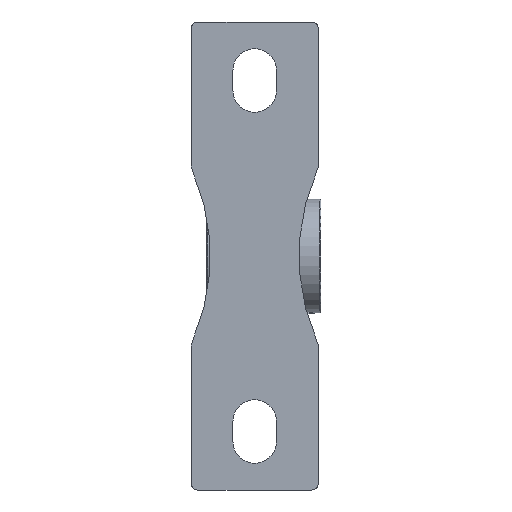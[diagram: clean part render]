
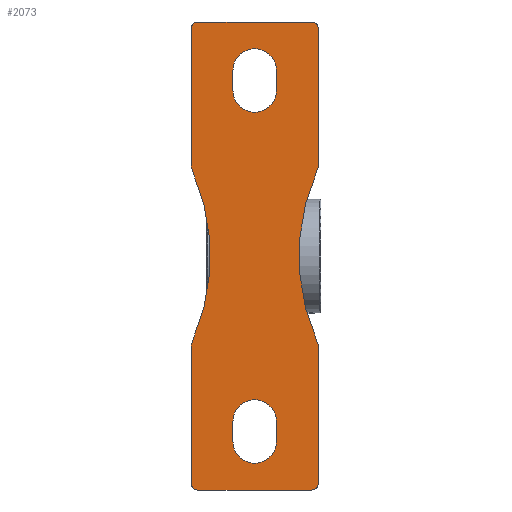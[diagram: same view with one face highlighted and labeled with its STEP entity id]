
A CAD part, front view. The second image highlights one B-rep face of the part: STEP entity #2073.
In plain terms, the highlighted planar face has unit normal (0, -1, 0).
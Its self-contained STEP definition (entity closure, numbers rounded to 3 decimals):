
#86=LINE('',#4051,#222);
#87=LINE('',#4056,#223);
#88=LINE('',#4062,#224);
#89=LINE('',#4066,#225);
#90=LINE('',#4074,#226);
#91=LINE('',#4078,#227);
#92=LINE('',#4082,#228);
#93=LINE('',#4090,#229);
#94=LINE('',#4094,#230);
#95=LINE('',#4098,#231);
#222=VECTOR('',#3293,1000.);
#223=VECTOR('',#3296,1000.);
#224=VECTOR('',#3301,1000.);
#225=VECTOR('',#3304,1000.);
#226=VECTOR('',#3311,1000.);
#227=VECTOR('',#3314,1000.);
#228=VECTOR('',#3317,1000.);
#229=VECTOR('',#3324,1000.);
#230=VECTOR('',#3327,1000.);
#231=VECTOR('',#3330,1000.);
#373=PLANE('',#2920);
#596=ORIENTED_EDGE('',*,*,#1118,.T.);
#597=ORIENTED_EDGE('',*,*,#1119,.T.);
#598=ORIENTED_EDGE('',*,*,#1120,.T.);
#599=ORIENTED_EDGE('',*,*,#1121,.T.);
#600=ORIENTED_EDGE('',*,*,#1122,.T.);
#601=ORIENTED_EDGE('',*,*,#1123,.T.);
#602=ORIENTED_EDGE('',*,*,#1124,.T.);
#603=ORIENTED_EDGE('',*,*,#1125,.T.);
#604=ORIENTED_EDGE('',*,*,#1126,.F.);
#605=ORIENTED_EDGE('',*,*,#1127,.T.);
#606=ORIENTED_EDGE('',*,*,#1128,.F.);
#607=ORIENTED_EDGE('',*,*,#1129,.T.);
#608=ORIENTED_EDGE('',*,*,#1130,.F.);
#609=ORIENTED_EDGE('',*,*,#1131,.T.);
#610=ORIENTED_EDGE('',*,*,#1132,.F.);
#611=ORIENTED_EDGE('',*,*,#1133,.F.);
#612=ORIENTED_EDGE('',*,*,#1134,.F.);
#613=ORIENTED_EDGE('',*,*,#1135,.T.);
#614=ORIENTED_EDGE('',*,*,#1136,.F.);
#615=ORIENTED_EDGE('',*,*,#1137,.F.);
#616=ORIENTED_EDGE('',*,*,#1138,.F.);
#617=ORIENTED_EDGE('',*,*,#1139,.F.);
#618=ORIENTED_EDGE('',*,*,#1140,.F.);
#619=ORIENTED_EDGE('',*,*,#1141,.T.);
#1118=EDGE_CURVE('',#1392,#1393,#86,.T.);
#1119=EDGE_CURVE('',#1393,#1394,#1559,.T.);
#1120=EDGE_CURVE('',#1394,#1395,#87,.T.);
#1121=EDGE_CURVE('',#1395,#1392,#1560,.T.);
#1122=EDGE_CURVE('',#1396,#1397,#1561,.T.);
#1123=EDGE_CURVE('',#1397,#1398,#88,.T.);
#1124=EDGE_CURVE('',#1398,#1399,#1562,.T.);
#1125=EDGE_CURVE('',#1399,#1396,#89,.T.);
#1126=EDGE_CURVE('',#1400,#1401,#1563,.T.);
#1127=EDGE_CURVE('',#1400,#1402,#1564,.T.);
#1128=EDGE_CURVE('',#1403,#1402,#1565,.T.);
#1129=EDGE_CURVE('',#1403,#1404,#90,.T.);
#1130=EDGE_CURVE('',#1405,#1404,#1566,.T.);
#1131=EDGE_CURVE('',#1405,#1406,#91,.T.);
#1132=EDGE_CURVE('',#1407,#1406,#1567,.T.);
#1133=EDGE_CURVE('',#1408,#1407,#92,.T.);
#1134=EDGE_CURVE('',#1409,#1408,#1568,.T.);
#1135=EDGE_CURVE('',#1409,#1410,#1569,.T.);
#1136=EDGE_CURVE('',#1411,#1410,#1570,.T.);
#1137=EDGE_CURVE('',#1412,#1411,#93,.T.);
#1138=EDGE_CURVE('',#1413,#1412,#1571,.T.);
#1139=EDGE_CURVE('',#1414,#1413,#94,.T.);
#1140=EDGE_CURVE('',#1415,#1414,#1572,.T.);
#1141=EDGE_CURVE('',#1415,#1401,#95,.T.);
#1392=VERTEX_POINT('',#4052);
#1393=VERTEX_POINT('',#4053);
#1394=VERTEX_POINT('',#4055);
#1395=VERTEX_POINT('',#4057);
#1396=VERTEX_POINT('',#4060);
#1397=VERTEX_POINT('',#4061);
#1398=VERTEX_POINT('',#4063);
#1399=VERTEX_POINT('',#4065);
#1400=VERTEX_POINT('',#4068);
#1401=VERTEX_POINT('',#4069);
#1402=VERTEX_POINT('',#4071);
#1403=VERTEX_POINT('',#4073);
#1404=VERTEX_POINT('',#4075);
#1405=VERTEX_POINT('',#4077);
#1406=VERTEX_POINT('',#4079);
#1407=VERTEX_POINT('',#4081);
#1408=VERTEX_POINT('',#4083);
#1409=VERTEX_POINT('',#4085);
#1410=VERTEX_POINT('',#4087);
#1411=VERTEX_POINT('',#4089);
#1412=VERTEX_POINT('',#4091);
#1413=VERTEX_POINT('',#4093);
#1414=VERTEX_POINT('',#4095);
#1415=VERTEX_POINT('',#4097);
#1559=CIRCLE('',#2921,6.5);
#1560=CIRCLE('',#2922,6.5);
#1561=CIRCLE('',#2923,6.5);
#1562=CIRCLE('',#2924,6.5);
#1563=CIRCLE('',#2925,3.);
#1564=CIRCLE('',#2926,63.27);
#1565=CIRCLE('',#2927,3.);
#1566=CIRCLE('',#2928,2.);
#1567=CIRCLE('',#2929,2.);
#1568=CIRCLE('',#2930,3.);
#1569=CIRCLE('',#2931,63.27);
#1570=CIRCLE('',#2932,3.);
#1571=CIRCLE('',#2933,2.);
#1572=CIRCLE('',#2934,2.);
#1694=EDGE_LOOP('',(#596,#597,#598,#599));
#1695=EDGE_LOOP('',(#600,#601,#602,#603));
#1696=EDGE_LOOP('',(#604,#605,#606,#607,#608,#609,#610,#611,#612,#613,#614,
#615,#616,#617,#618,#619));
#1876=FACE_BOUND('',#1694,.T.);
#1877=FACE_BOUND('',#1695,.T.);
#1878=FACE_BOUND('',#1696,.T.);
#2073=ADVANCED_FACE('',(#1876,#1877,#1878),#373,.F.);
#2920=AXIS2_PLACEMENT_3D('',#4050,#3291,#3292);
#2921=AXIS2_PLACEMENT_3D('',#4054,#3294,#3295);
#2922=AXIS2_PLACEMENT_3D('',#4058,#3297,#3298);
#2923=AXIS2_PLACEMENT_3D('',#4059,#3299,#3300);
#2924=AXIS2_PLACEMENT_3D('',#4064,#3302,#3303);
#2925=AXIS2_PLACEMENT_3D('',#4067,#3305,#3306);
#2926=AXIS2_PLACEMENT_3D('',#4070,#3307,#3308);
#2927=AXIS2_PLACEMENT_3D('',#4072,#3309,#3310);
#2928=AXIS2_PLACEMENT_3D('',#4076,#3312,#3313);
#2929=AXIS2_PLACEMENT_3D('',#4080,#3315,#3316);
#2930=AXIS2_PLACEMENT_3D('',#4084,#3318,#3319);
#2931=AXIS2_PLACEMENT_3D('',#4086,#3320,#3321);
#2932=AXIS2_PLACEMENT_3D('',#4088,#3322,#3323);
#2933=AXIS2_PLACEMENT_3D('',#4092,#3325,#3326);
#2934=AXIS2_PLACEMENT_3D('',#4096,#3328,#3329);
#3291=DIRECTION('',(0.,1.,0.));
#3292=DIRECTION('',(0.,0.,1.));
#3293=DIRECTION('',(0.,0.,1.));
#3294=DIRECTION('',(0.,1.,0.));
#3295=DIRECTION('',(1.,0.,0.));
#3296=DIRECTION('',(0.,0.,-1.));
#3297=DIRECTION('',(0.,1.,0.));
#3298=DIRECTION('',(1.,0.,0.));
#3299=DIRECTION('',(0.,1.,0.));
#3300=DIRECTION('',(1.,0.,0.));
#3301=DIRECTION('',(0.,0.,1.));
#3302=DIRECTION('',(0.,1.,0.));
#3303=DIRECTION('',(1.,0.,0.));
#3304=DIRECTION('',(0.,0.,-1.));
#3305=DIRECTION('',(0.,1.,0.));
#3306=DIRECTION('',(1.,0.,0.));
#3307=DIRECTION('',(0.,1.,0.));
#3308=DIRECTION('',(1.,0.,0.));
#3309=DIRECTION('',(0.,1.,0.));
#3310=DIRECTION('',(1.,0.,0.));
#3311=DIRECTION('',(0.,0.,-1.));
#3312=DIRECTION('',(0.,1.,0.));
#3313=DIRECTION('',(1.,0.,0.));
#3314=DIRECTION('',(1.,0.,0.));
#3315=DIRECTION('',(0.,1.,0.));
#3316=DIRECTION('',(1.,0.,0.));
#3317=DIRECTION('',(0.,0.,-1.));
#3318=DIRECTION('',(0.,1.,0.));
#3319=DIRECTION('',(1.,0.,0.));
#3320=DIRECTION('',(0.,1.,0.));
#3321=DIRECTION('',(1.,0.,0.));
#3322=DIRECTION('',(0.,1.,0.));
#3323=DIRECTION('',(1.,0.,0.));
#3324=DIRECTION('',(0.,0.,-1.));
#3325=DIRECTION('',(0.,1.,0.));
#3326=DIRECTION('',(1.,0.,0.));
#3327=DIRECTION('',(1.,0.,0.));
#3328=DIRECTION('',(0.,1.,0.));
#3329=DIRECTION('',(1.,0.,0.));
#3330=DIRECTION('',(0.,0.,-1.));
#4050=CARTESIAN_POINT('',(19.,-36.5,70.));
#4051=CARTESIAN_POINT('',(-6.5,-36.5,49.5));
#4052=CARTESIAN_POINT('',(-6.5,-36.5,49.5));
#4053=CARTESIAN_POINT('',(-6.5,-36.5,55.5));
#4054=CARTESIAN_POINT('',(0.,-36.5,55.5));
#4055=CARTESIAN_POINT('',(6.5,-36.5,55.5));
#4056=CARTESIAN_POINT('',(6.5,-36.5,55.5));
#4057=CARTESIAN_POINT('',(6.5,-36.5,49.5));
#4058=CARTESIAN_POINT('',(0.,-36.5,49.5));
#4059=CARTESIAN_POINT('',(0.,-36.5,-55.5));
#4060=CARTESIAN_POINT('',(6.5,-36.5,-55.5));
#4061=CARTESIAN_POINT('',(-6.5,-36.5,-55.5));
#4062=CARTESIAN_POINT('',(-6.5,-36.5,-55.5));
#4063=CARTESIAN_POINT('',(-6.5,-36.5,-49.5));
#4064=CARTESIAN_POINT('',(0.,-36.5,-49.5));
#4065=CARTESIAN_POINT('',(6.5,-36.5,-49.5));
#4066=CARTESIAN_POINT('',(6.5,-36.5,-49.5));
#4067=CARTESIAN_POINT('',(-16.,-36.5,26.978));
#4068=CARTESIAN_POINT('',(-18.74,-36.5,25.757));
#4069=CARTESIAN_POINT('',(-19.,-36.5,26.978));
#4070=CARTESIAN_POINT('',(-76.53,-36.5,0.));
#4071=CARTESIAN_POINT('',(-18.74,-36.5,-25.757));
#4072=CARTESIAN_POINT('',(-16.,-36.5,-26.978));
#4073=CARTESIAN_POINT('',(-19.,-36.5,-26.978));
#4074=CARTESIAN_POINT('',(-19.,-36.5,70.));
#4075=CARTESIAN_POINT('',(-19.,-36.5,-68.));
#4076=CARTESIAN_POINT('',(-17.,-36.5,-68.));
#4077=CARTESIAN_POINT('',(-17.,-36.5,-70.));
#4078=CARTESIAN_POINT('',(-19.,-36.5,-70.));
#4079=CARTESIAN_POINT('',(17.,-36.5,-70.));
#4080=CARTESIAN_POINT('',(17.,-36.5,-68.));
#4081=CARTESIAN_POINT('',(19.,-36.5,-68.));
#4082=CARTESIAN_POINT('',(19.,-36.5,70.));
#4083=CARTESIAN_POINT('',(19.,-36.5,-26.978));
#4084=CARTESIAN_POINT('',(16.,-36.5,-26.978));
#4085=CARTESIAN_POINT('',(18.74,-36.5,-25.757));
#4086=CARTESIAN_POINT('',(76.53,-36.5,0.));
#4087=CARTESIAN_POINT('',(18.74,-36.5,25.757));
#4088=CARTESIAN_POINT('',(16.,-36.5,26.978));
#4089=CARTESIAN_POINT('',(19.,-36.5,26.978));
#4090=CARTESIAN_POINT('',(19.,-36.5,70.));
#4091=CARTESIAN_POINT('',(19.,-36.5,68.));
#4092=CARTESIAN_POINT('',(17.,-36.5,68.));
#4093=CARTESIAN_POINT('',(17.,-36.5,70.));
#4094=CARTESIAN_POINT('',(-19.,-36.5,70.));
#4095=CARTESIAN_POINT('',(-17.,-36.5,70.));
#4096=CARTESIAN_POINT('',(-17.,-36.5,68.));
#4097=CARTESIAN_POINT('',(-19.,-36.5,68.));
#4098=CARTESIAN_POINT('',(-19.,-36.5,70.));
